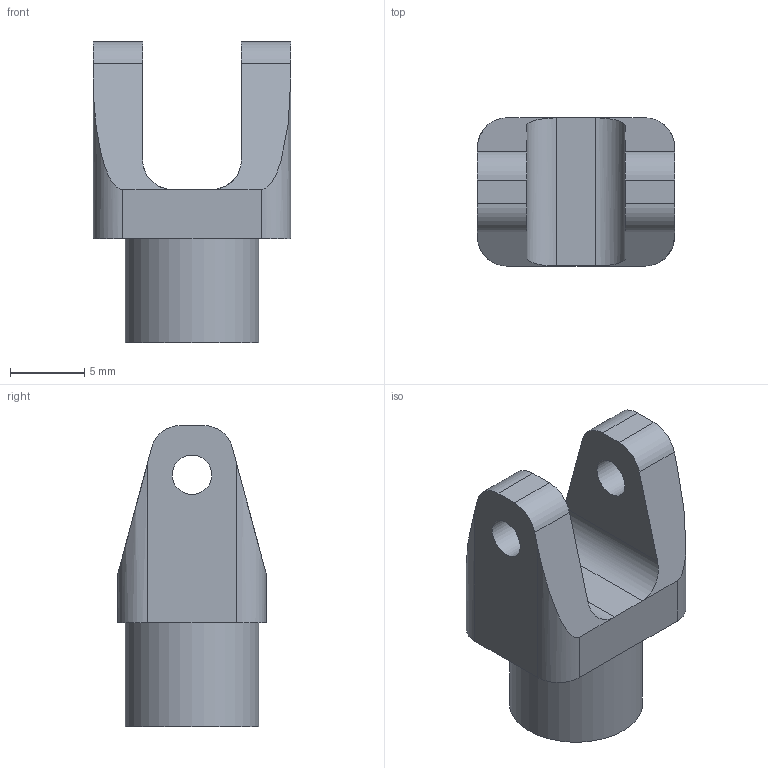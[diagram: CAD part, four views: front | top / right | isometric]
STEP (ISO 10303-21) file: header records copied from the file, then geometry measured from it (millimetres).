
FILE_DESCRIPTION(/* description */ (''),/* implementation_level */ '2;1');
FILE_NAME(/* name */ 'ujoint driveshaft v4.step',/* time_stamp */ '2025-05-23T16:09:18-07:00',/* author */ (''),/* organization */ (''),/* preprocessor_version */ 'ST-DEVELOPER v20.1',/* originating_system */ 'Autodesk Translation Framework v14.10.0.0',/* authorisation */ '');
FILE_SCHEMA (('AUTOMOTIVE_DESIGN { 1 0 10303 214 3 1 1 }'));
Length unit declared in the file: millimetre
Products named in the file (1): ujoint driveshaft
Bounding box: 13.33 x 10 x 20.33 mm (x, y, z)
Volume: 1203.8 mm3; surface area: 1109.8 mm2
Topology: 1 solids, 1 shells, 31 faces, 77 edges, 50 vertices
Faces by surface type: plane 17, cylinder 14
Full cylindrical faces by diameter (mm): 2.667 x2, 9 x1
Entity records: 968 total; most frequent: DIRECTION 169, CARTESIAN_POINT 159, ORIENTED_EDGE 154, EDGE_CURVE 77, AXIS2_PLACEMENT_3D 60, VERTEX_POINT 50, LINE 49, VECTOR 49
